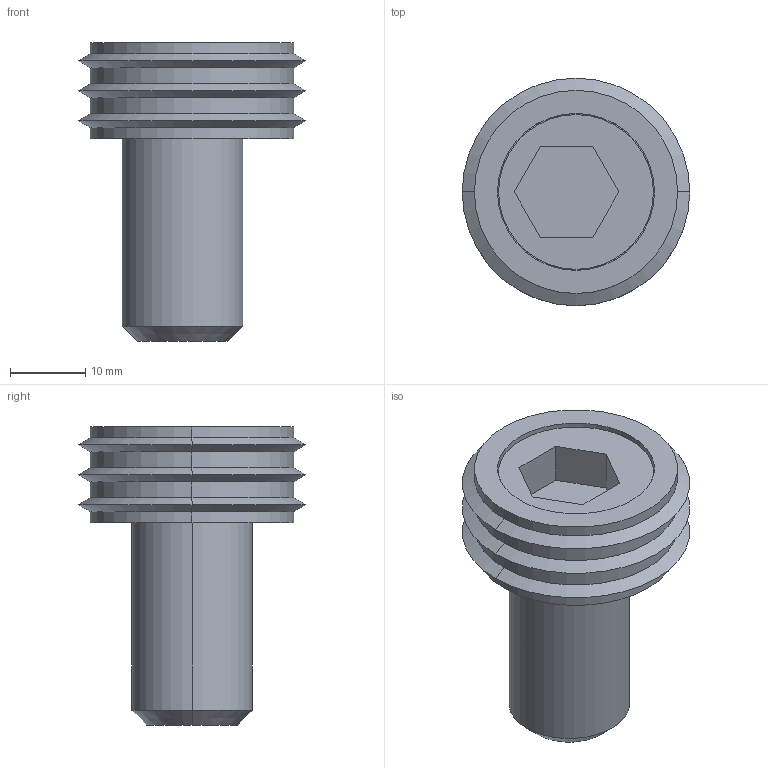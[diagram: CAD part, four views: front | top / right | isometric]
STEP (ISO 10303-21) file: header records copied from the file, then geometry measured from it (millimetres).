
FILE_DESCRIPTION (( 'STEP AP203' ), '1' );
FILE_NAME ('mbrfc16.STEP', '2021-10-26T02:39:32', ( '' ), ( '' ), 'SwSTEP 2.0', 'SolidWorks 2020', '' );
FILE_SCHEMA (( 'CONFIG_CONTROL_DESIGN' ));
Length unit declared in the file: millimetre
Products named in the file (3): mbrfc16_01; mbrfc16; mbrfc16_02
Assembly tree (2 placements, depth 2):
  mbrfc16
    mbrfc16_01
    mbrfc16_02
Bounding box: 30.15 x 30.15 x 39.52 mm (x, y, z)
Volume: 11666.6 mm3; surface area: 5874 mm2
Topology: 2 solids, 2 shells, 43 faces, 88 edges, 52 vertices
Faces by surface type: cylinder 16, cone 14, plane 13
Entity records: 1431 total; most frequent: DIRECTION 224, CARTESIAN_POINT 188, ORIENTED_EDGE 176, EDGE_CURVE 88, AXIS2_PLACEMENT_3D 88, VERTEX_POINT 52, VECTOR 48, EDGE_LOOP 48
